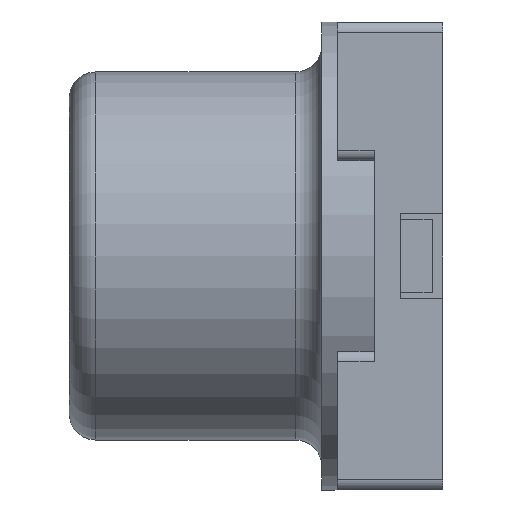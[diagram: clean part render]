
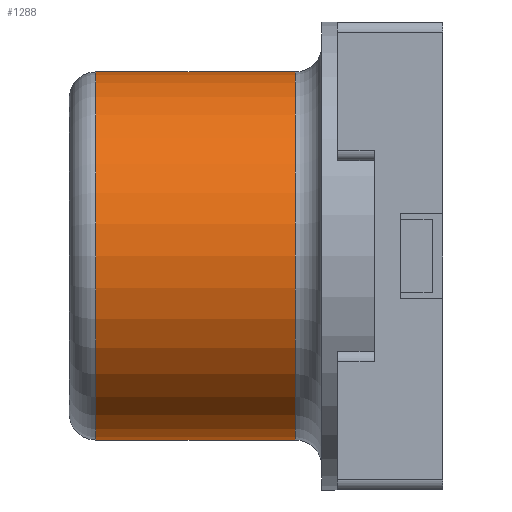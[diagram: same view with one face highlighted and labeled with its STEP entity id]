
A CAD part, left-side view. The second image highlights one B-rep face of the part: STEP entity #1288.
In plain terms, the highlighted cylindrical face has radius 1.75 mm (diameter 3.5 mm), a partial arc.
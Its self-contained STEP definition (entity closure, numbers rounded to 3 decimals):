
#129 = DIRECTION ( 'NONE',  ( 0., -1., 0. ) ) ;
#671 = AXIS2_PLACEMENT_3D ( 'NONE', #3756, #8535, #7600 ) ;
#1288 = ADVANCED_FACE ( 'NONE', ( #4383 ), #6538, .T. ) ;
#2000 = AXIS2_PLACEMENT_3D ( 'NONE', #3584, #5541, #2707 ) ;
#2104 = LINE ( 'NONE', #10854, #4071 ) ;
#2306 = DIRECTION ( 'NONE',  ( 0., -1., 0. ) ) ;
#2707 = DIRECTION ( 'NONE',  ( 0., 0., 1. ) ) ;
#3234 = VECTOR ( 'NONE', #129, 1000. ) ;
#3272 = CIRCLE ( 'NONE', #671, 1.75 ) ;
#3300 = VERTEX_POINT ( 'NONE', #8999 ) ;
#3584 = CARTESIAN_POINT ( 'NONE',  ( -3.25, 2.3, 0. ) ) ;
#3756 = CARTESIAN_POINT ( 'NONE',  ( -3.25, 0.4, 0. ) ) ;
#4071 = VECTOR ( 'NONE', #2306, 1000. ) ;
#4383 = FACE_OUTER_BOUND ( 'NONE', #8074, .T. ) ;
#4819 = CARTESIAN_POINT ( 'NONE',  ( -3.25, 2.3, -1.75 ) ) ;
#5541 = DIRECTION ( 'NONE',  ( 0., -1., 0. ) ) ;
#5758 = ORIENTED_EDGE ( 'NONE', *, *, #11983, .T. ) ;
#5764 = LINE ( 'NONE', #10687, #3234 ) ;
#6538 = CYLINDRICAL_SURFACE ( 'NONE', #10334, 1.75 ) ;
#6959 = VERTEX_POINT ( 'NONE', #4819 ) ;
#7600 = DIRECTION ( 'NONE',  ( 0., 0., 1. ) ) ;
#7882 = ORIENTED_EDGE ( 'NONE', *, *, #9708, .F. ) ;
#8074 = EDGE_LOOP ( 'NONE', ( #8930, #5758, #7882, #10072 ) ) ;
#8535 = DIRECTION ( 'NONE',  ( 0., 1., 0. ) ) ;
#8930 = ORIENTED_EDGE ( 'NONE', *, *, #12291, .T. ) ;
#8999 = CARTESIAN_POINT ( 'NONE',  ( -3.25, 0.4, 1.75 ) ) ;
#9157 = CARTESIAN_POINT ( 'NONE',  ( -3.25, 2.55, 0. ) ) ;
#9192 = VERTEX_POINT ( 'NONE', #9303 ) ;
#9303 = CARTESIAN_POINT ( 'NONE',  ( -3.25, 2.3, 1.75 ) ) ;
#9359 = EDGE_CURVE ( 'NONE', #9192, #6959, #11992, .T. ) ;
#9708 = EDGE_CURVE ( 'NONE', #9192, #3300, #5764, .T. ) ;
#10072 = ORIENTED_EDGE ( 'NONE', *, *, #9359, .T. ) ;
#10334 = AXIS2_PLACEMENT_3D ( 'NONE', #9157, #11187, #12252 ) ;
#10687 = CARTESIAN_POINT ( 'NONE',  ( -3.25, 2.55, 1.75 ) ) ;
#10854 = CARTESIAN_POINT ( 'NONE',  ( -3.25, 2.55, -1.75 ) ) ;
#11187 = DIRECTION ( 'NONE',  ( 0., -1., 0. ) ) ;
#11398 = VERTEX_POINT ( 'NONE', #11479 ) ;
#11479 = CARTESIAN_POINT ( 'NONE',  ( -3.25, 0.4, -1.75 ) ) ;
#11983 = EDGE_CURVE ( 'NONE', #11398, #3300, #3272, .T. ) ;
#11992 = CIRCLE ( 'NONE', #2000, 1.75 ) ;
#12252 = DIRECTION ( 'NONE',  ( 0., 0., -1. ) ) ;
#12291 = EDGE_CURVE ( 'NONE', #6959, #11398, #2104, .T. ) ;
